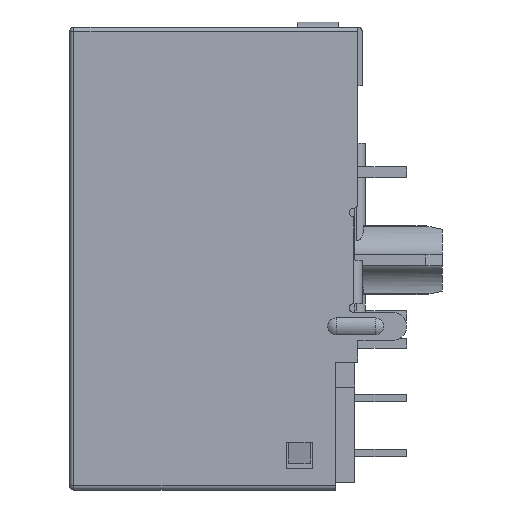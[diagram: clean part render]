
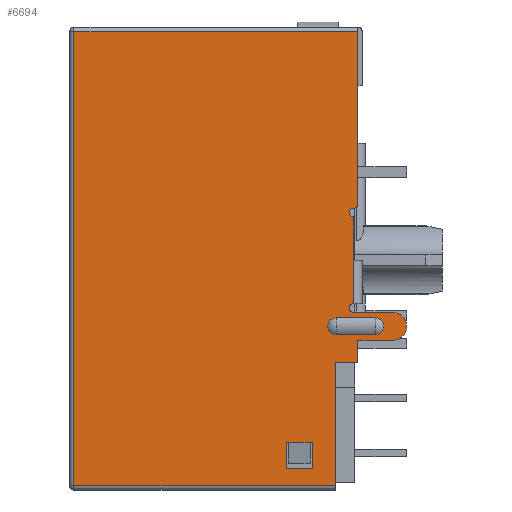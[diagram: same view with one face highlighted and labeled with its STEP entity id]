
A CAD part, left-side view. The second image highlights one B-rep face of the part: STEP entity #6694.
In plain terms, the highlighted planar face has unit normal (-1, 0, 0).
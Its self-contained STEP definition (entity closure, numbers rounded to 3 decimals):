
#115=DIRECTION('',(0.,1.,0.));
#116=VECTOR('',#115,13.1);
#117=CARTESIAN_POINT('',(-7.95,-6.55,-0.2));
#118=LINE('',#117,#116);
#123=DIRECTION('',(0.,-1.,0.));
#124=VECTOR('',#123,0.1);
#125=CARTESIAN_POINT('',(-7.95,-3.25,-19.15));
#126=LINE('',#125,#124);
#127=DIRECTION('',(0.,0.,1.));
#128=VECTOR('',#127,1.2);
#129=CARTESIAN_POINT('',(-7.95,-3.25,-20.35));
#130=LINE('',#129,#128);
#131=DIRECTION('',(0.,1.,0.));
#132=VECTOR('',#131,1.2);
#133=CARTESIAN_POINT('',(-7.95,-4.45,-20.35));
#134=LINE('',#133,#132);
#135=DIRECTION('',(0.,0.,-1.));
#136=VECTOR('',#135,1.2);
#137=CARTESIAN_POINT('',(-7.95,-4.45,-19.15));
#138=LINE('',#137,#136);
#139=DIRECTION('',(0.,-1.,0.));
#140=VECTOR('',#139,0.1);
#141=CARTESIAN_POINT('',(-7.95,-4.35,-19.15));
#142=LINE('',#141,#140);
#143=DIRECTION('',(0.,1.,0.));
#144=VECTOR('',#143,1.);
#145=CARTESIAN_POINT('',(-7.95,-4.35,-19.15));
#146=LINE('',#145,#144);
#147=DIRECTION('',(0.,-1.,0.));
#148=VECTOR('',#147,1.8);
#149=CARTESIAN_POINT('',(-7.95,-5.55,-14.187));
#150=LINE('',#149,#148);
#151=CARTESIAN_POINT('',(-7.95,-7.35,-13.8));
#152=DIRECTION('',(-1.,0.,0.));
#153=DIRECTION('',(0.,0.,-1.));
#154=AXIS2_PLACEMENT_3D('',#151,#152,#153);
#156=DIRECTION('',(0.,1.,0.));
#157=VECTOR('',#156,1.8);
#158=CARTESIAN_POINT('',(-7.95,-7.35,-13.413));
#159=LINE('',#158,#157);
#160=CARTESIAN_POINT('',(-7.95,-5.55,-13.8));
#161=DIRECTION('',(-1.,0.,0.));
#162=DIRECTION('',(0.,0.,1.));
#163=AXIS2_PLACEMENT_3D('',#160,#161,#162);
#165=CARTESIAN_POINT('',(-7.95,-6.35,-8.15));
#166=DIRECTION('',(1.,0.,0.));
#167=DIRECTION('',(0.,-1.,0.));
#168=AXIS2_PLACEMENT_3D('',#165,#166,#167);
#170=CARTESIAN_POINT('',(-7.95,-6.35,-8.55));
#171=DIRECTION('',(1.,0.,0.));
#172=DIRECTION('',(0.,0.,-1.));
#173=AXIS2_PLACEMENT_3D('',#170,#171,#172);
#175=DIRECTION('',(0.,0.,1.));
#176=VECTOR('',#175,2.);
#177=CARTESIAN_POINT('',(-7.95,-6.35,-10.75));
#178=LINE('',#177,#176);
#179=DIRECTION('',(0.,0.,-1.));
#180=VECTOR('',#179,2.);
#181=CARTESIAN_POINT('',(-7.95,-6.35,-10.75));
#182=LINE('',#181,#180);
#183=CARTESIAN_POINT('',(-7.95,-6.35,-12.95));
#184=DIRECTION('',(1.,0.,0.));
#185=DIRECTION('',(0.,0.,-1.));
#186=AXIS2_PLACEMENT_3D('',#183,#184,#185);
#188=CARTESIAN_POINT('',(-7.95,-8.15,-13.8));
#189=DIRECTION('',(1.,0.,0.));
#190=DIRECTION('',(0.,0.,1.));
#191=AXIS2_PLACEMENT_3D('',#188,#189,#190);
#193=DIRECTION('',(0.,1.,0.));
#194=VECTOR('',#193,1.6);
#195=CARTESIAN_POINT('',(-7.95,-8.15,-14.45));
#196=LINE('',#195,#194);
#197=DIRECTION('',(0.,1.,0.));
#198=VECTOR('',#197,1.05);
#199=CARTESIAN_POINT('',(-7.95,-6.55,-15.45));
#200=LINE('',#199,#198);
#201=DIRECTION('',(0.,0.,1.));
#202=VECTOR('',#201,5.7);
#203=CARTESIAN_POINT('',(-7.95,-5.5,-21.15));
#204=LINE('',#203,#202);
#205=DIRECTION('',(0.,1.,0.));
#206=VECTOR('',#205,12.05);
#207=CARTESIAN_POINT('',(-7.95,-5.5,-21.15));
#208=LINE('',#207,#206);
#209=DIRECTION('',(0.,0.,-1.));
#210=VECTOR('',#209,20.95);
#211=CARTESIAN_POINT('',(-7.95,6.55,-0.2));
#212=LINE('',#211,#210);
#413=DIRECTION('',(0.,0.,1.));
#414=VECTOR('',#413,1.);
#415=CARTESIAN_POINT('',(-7.95,-6.55,-15.45));
#416=LINE('',#415,#414);
#466=DIRECTION('',(0.,0.,-1.));
#467=VECTOR('',#466,7.95);
#468=CARTESIAN_POINT('',(-7.95,-6.55,-0.2));
#469=LINE('',#468,#467);
#1095=DIRECTION('',(0.,1.,0.));
#1096=VECTOR('',#1095,1.8);
#1097=CARTESIAN_POINT('',(-7.95,-8.15,-13.15));
#1098=LINE('',#1097,#1096);
#5505=CARTESIAN_POINT('',(-7.95,-6.55,-0.2));
#5507=VERTEX_POINT('',#5505);
#5564=CARTESIAN_POINT('',(-7.95,-6.55,-15.45));
#5565=CARTESIAN_POINT('',(-7.95,-5.5,-15.45));
#5566=VERTEX_POINT('',#5564);
#5567=VERTEX_POINT('',#5565);
#5702=CARTESIAN_POINT('',(-7.95,-8.15,-14.45));
#5703=CARTESIAN_POINT('',(-7.95,-6.55,-14.45));
#5704=VERTEX_POINT('',#5702);
#5705=VERTEX_POINT('',#5703);
#5706=CARTESIAN_POINT('',(-7.95,-8.15,-13.15));
#5707=VERTEX_POINT('',#5706);
#5722=CARTESIAN_POINT('',(-7.95,-3.25,-19.15));
#5723=VERTEX_POINT('',#5722);
#5724=CARTESIAN_POINT('',(-7.95,-4.45,-19.15));
#5725=VERTEX_POINT('',#5724);
#5726=CARTESIAN_POINT('',(-7.95,-4.45,-20.35));
#5727=VERTEX_POINT('',#5726);
#5728=CARTESIAN_POINT('',(-7.95,-3.25,-20.35));
#5729=VERTEX_POINT('',#5728);
#5730=CARTESIAN_POINT('',(-7.95,-3.35,-19.15));
#5732=VERTEX_POINT('',#5730);
#5734=CARTESIAN_POINT('',(-7.95,-4.35,-19.15));
#5736=VERTEX_POINT('',#5734);
#5750=CARTESIAN_POINT('',(-7.95,-6.35,-10.75));
#5751=VERTEX_POINT('',#5750);
#5784=CARTESIAN_POINT('',(-7.95,-5.55,-14.187));
#5785=CARTESIAN_POINT('',(-7.95,-7.35,-14.187));
#5786=VERTEX_POINT('',#5784);
#5787=VERTEX_POINT('',#5785);
#5788=CARTESIAN_POINT('',(-7.95,-7.35,-13.413));
#5789=VERTEX_POINT('',#5788);
#5790=CARTESIAN_POINT('',(-7.95,-5.55,-13.413));
#5791=VERTEX_POINT('',#5790);
#5898=CARTESIAN_POINT('',(-7.95,6.55,-0.2));
#5899=CARTESIAN_POINT('',(-7.95,6.55,-21.15));
#5900=VERTEX_POINT('',#5898);
#5901=VERTEX_POINT('',#5899);
#5902=CARTESIAN_POINT('',(-7.95,-5.5,-21.15));
#5904=VERTEX_POINT('',#5902);
#6480=CARTESIAN_POINT('',(-7.95,-6.35,-13.15));
#6481=VERTEX_POINT('',#6480);
#6482=CARTESIAN_POINT('',(-7.95,-6.35,-12.75));
#6483=VERTEX_POINT('',#6482);
#6484=CARTESIAN_POINT('',(-7.95,-6.35,-8.35));
#6485=VERTEX_POINT('',#6484);
#6486=CARTESIAN_POINT('',(-7.95,-6.35,-8.75));
#6487=VERTEX_POINT('',#6486);
#6488=CARTESIAN_POINT('',(-7.95,-6.55,-8.15));
#6489=VERTEX_POINT('',#6488);
#6635=CARTESIAN_POINT('',(-7.95,6.75,0.));
#6636=DIRECTION('',(-1.,0.,0.));
#6637=DIRECTION('',(0.,-1.,0.));
#6638=AXIS2_PLACEMENT_3D('',#6635,#6636,#6637);
#6639=PLANE('',#6638);
#6640=ORIENTED_EDGE('',*,*,#6626,.F.);
#6642=ORIENTED_EDGE('',*,*,#6641,.T.);
#6644=ORIENTED_EDGE('',*,*,#6643,.T.);
#6646=ORIENTED_EDGE('',*,*,#6645,.F.);
#6648=ORIENTED_EDGE('',*,*,#6647,.F.);
#6650=ORIENTED_EDGE('',*,*,#6649,.T.);
#6652=ORIENTED_EDGE('',*,*,#6651,.F.);
#6654=ORIENTED_EDGE('',*,*,#6653,.F.);
#6656=ORIENTED_EDGE('',*,*,#6655,.T.);
#6658=ORIENTED_EDGE('',*,*,#6657,.T.);
#6660=ORIENTED_EDGE('',*,*,#6659,.F.);
#6662=ORIENTED_EDGE('',*,*,#6661,.T.);
#6664=ORIENTED_EDGE('',*,*,#6663,.F.);
#6666=ORIENTED_EDGE('',*,*,#6665,.T.);
#6667=ORIENTED_EDGE('',*,*,#6602,.F.);
#6668=EDGE_LOOP('',(#6640,#6642,#6644,#6646,#6648,#6650,#6652,#6654,#6656,#6658,
#6660,#6662,#6664,#6666,#6667));
#6669=FACE_OUTER_BOUND('',#6668,.F.);
#6671=ORIENTED_EDGE('',*,*,#6670,.T.);
#6673=ORIENTED_EDGE('',*,*,#6672,.T.);
#6675=ORIENTED_EDGE('',*,*,#6674,.T.);
#6677=ORIENTED_EDGE('',*,*,#6676,.T.);
#6678=EDGE_LOOP('',(#6671,#6673,#6675,#6677));
#6679=FACE_BOUND('',#6678,.F.);
#6681=ORIENTED_EDGE('',*,*,#6680,.F.);
#6683=ORIENTED_EDGE('',*,*,#6682,.F.);
#6685=ORIENTED_EDGE('',*,*,#6684,.F.);
#6687=ORIENTED_EDGE('',*,*,#6686,.F.);
#6689=ORIENTED_EDGE('',*,*,#6688,.F.);
#6691=ORIENTED_EDGE('',*,*,#6690,.T.);
#6692=EDGE_LOOP('',(#6681,#6683,#6685,#6687,#6689,#6691));
#6693=FACE_BOUND('',#6692,.F.);
#155=CIRCLE('',#154,0.387);
#164=CIRCLE('',#163,0.387);
#169=CIRCLE('',#168,0.2);
#174=CIRCLE('',#173,0.2);
#187=CIRCLE('',#186,0.2);
#192=CIRCLE('',#191,0.65);
#6602=EDGE_CURVE('',#5900,#5901,#212,.T.);
#6626=EDGE_CURVE('',#5507,#5900,#118,.T.);
#6641=EDGE_CURVE('',#5507,#6489,#469,.T.);
#6643=EDGE_CURVE('',#6489,#6485,#169,.T.);
#6645=EDGE_CURVE('',#6487,#6485,#174,.T.);
#6647=EDGE_CURVE('',#5751,#6487,#178,.T.);
#6649=EDGE_CURVE('',#5751,#6483,#182,.T.);
#6651=EDGE_CURVE('',#6481,#6483,#187,.T.);
#6653=EDGE_CURVE('',#5707,#6481,#1098,.T.);
#6655=EDGE_CURVE('',#5707,#5704,#192,.T.);
#6657=EDGE_CURVE('',#5704,#5705,#196,.T.);
#6659=EDGE_CURVE('',#5566,#5705,#416,.T.);
#6661=EDGE_CURVE('',#5566,#5567,#200,.T.);
#6663=EDGE_CURVE('',#5904,#5567,#204,.T.);
#6665=EDGE_CURVE('',#5904,#5901,#208,.T.);
#6670=EDGE_CURVE('',#5786,#5787,#150,.T.);
#6672=EDGE_CURVE('',#5787,#5789,#155,.T.);
#6674=EDGE_CURVE('',#5789,#5791,#159,.T.);
#6676=EDGE_CURVE('',#5791,#5786,#164,.T.);
#6680=EDGE_CURVE('',#5723,#5732,#126,.T.);
#6682=EDGE_CURVE('',#5729,#5723,#130,.T.);
#6684=EDGE_CURVE('',#5727,#5729,#134,.T.);
#6686=EDGE_CURVE('',#5725,#5727,#138,.T.);
#6688=EDGE_CURVE('',#5736,#5725,#142,.T.);
#6690=EDGE_CURVE('',#5736,#5732,#146,.T.);
#6694=ADVANCED_FACE('',(#6669,#6679,#6693),#6639,.T.);
